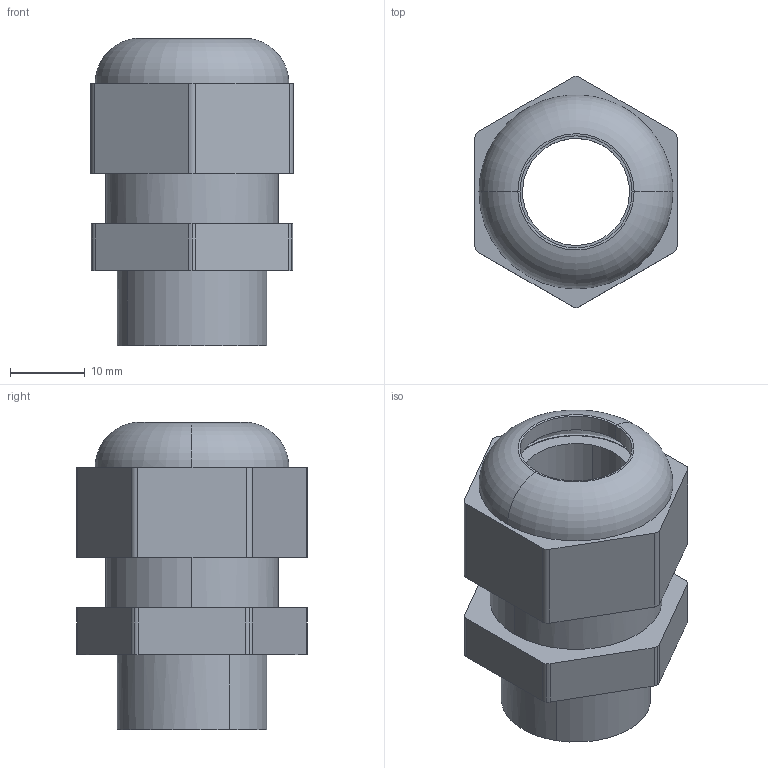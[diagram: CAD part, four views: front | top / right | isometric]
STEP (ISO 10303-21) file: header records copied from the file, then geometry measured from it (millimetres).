
FILE_DESCRIPTION(('CATIA V5 STEP Exchange','CAx-IF Rec.Pracs.--- Model Styling and Organization---1.4--- 2014-01-23'),'2;1');
FILE_NAME ('1338492-7_2_2811470000_2811470000 VG M20 - K 68 S3D.stp','2023-03-03T07:38:09+00:00',('none'),('Weidmueller'),'CATIA Version 5-6 Release 2016 SP3 HF44','CATIA V5 STEP AP214','none');
FILE_SCHEMA(('AUTOMOTIVE_DESIGN { 1 0 10303 214 1 1 1 1 }'));
Length unit declared in the file: millimetre
Products named in the file (1): 2811470000 VG M20 - K 68 S3D
Bounding box: 27 x 30.87 x 41.01 mm (x, y, z)
Volume: 13165.4 mm3; surface area: 9785.3 mm2
Topology: 3 solids, 3 shells, 68 faces, 175 edges, 117 vertices
Faces by surface type: cylinder 40, plane 22, torus 4, cone 2
Entity records: 2209 total; most frequent: CARTESIAN_POINT 549, ORIENTED_EDGE 350, DIRECTION 289, EDGE_CURVE 175, AXIS2_PLACEMENT_3D 143, VERTEX_POINT 117, VECTOR 80, LINE 80
